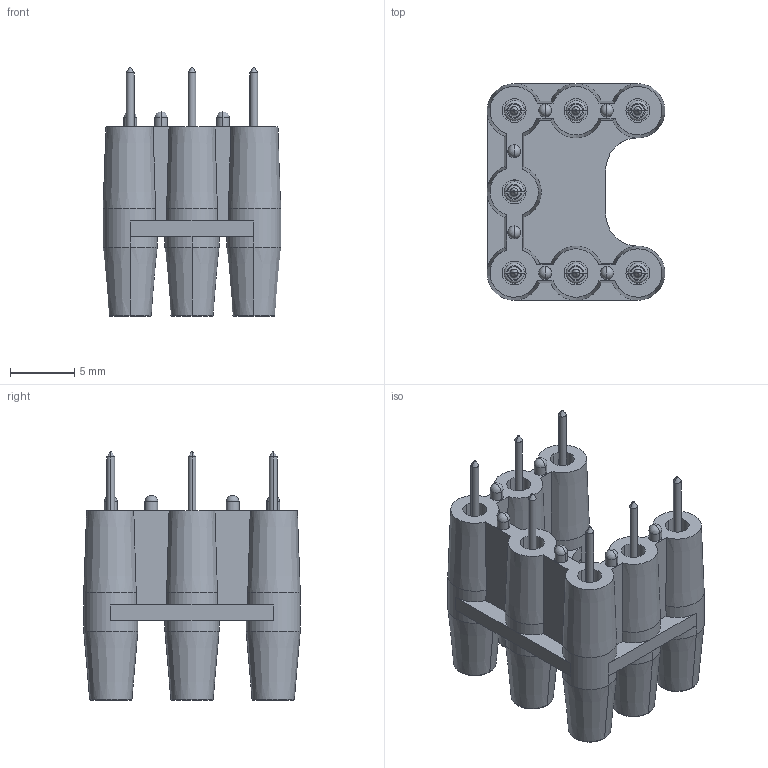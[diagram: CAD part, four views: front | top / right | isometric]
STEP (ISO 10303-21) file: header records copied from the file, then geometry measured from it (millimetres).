
FILE_DESCRIPTION((''),'2;1');
FILE_NAME('APT-Q7-2','2017-09-19T',('tl.yang'),(''),'PRO/ENGINEER BY PARAMETRIC TECHNOLOGY CORPORATION, 2011500','PRO/ENGINEER BY PARAMETRIC TECHNOLOGY CORPORATION, 2011500','');
FILE_SCHEMA(('CONFIG_CONTROL_DESIGN'));
Length unit declared in the file: millimetre
Products named in the file (1): APT-Q7-2
Bounding box: 13.8 x 16.8 x 19.3 mm (x, y, z)
Volume: 1315.2 mm3; surface area: 2541.1 mm2
Topology: 1 solids, 1 shells, 400 faces, 930 edges, 568 vertices
Faces by surface type: cylinder 134, plane 130, cone 82, torus 42, sphere 12
Entity records: 11514 total; most frequent: DIRECTION 2158, CARTESIAN_POINT 2132, ORIENTED_EDGE 1836, EDGE_CURVE 918, AXIS2_PLACEMENT_3D 916, VERTEX_POINT 568, CIRCLE 516, EDGE_LOOP 448
